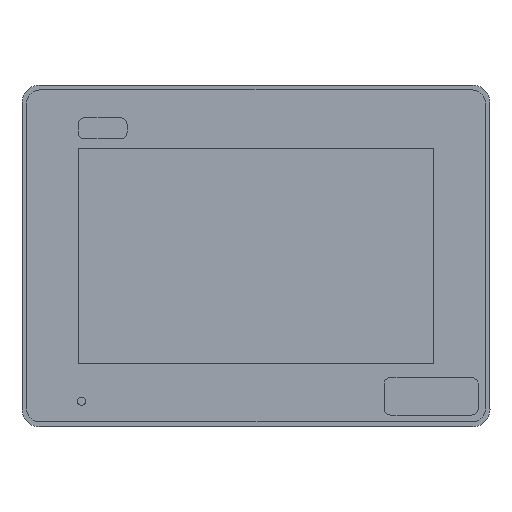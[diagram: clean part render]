
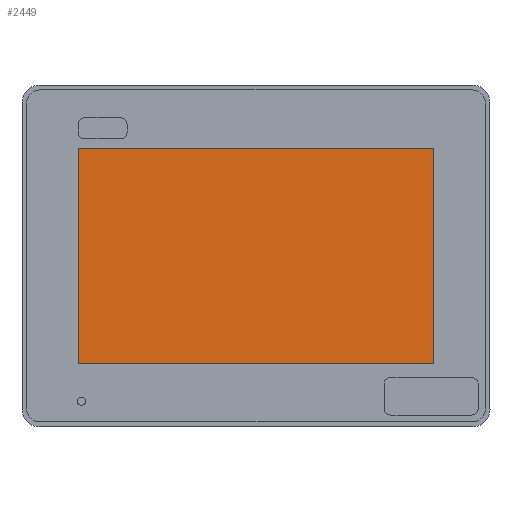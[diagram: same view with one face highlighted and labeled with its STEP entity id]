
A CAD part, top view. The second image highlights one B-rep face of the part: STEP entity #2449.
In plain terms, the highlighted planar face has unit normal (0, 0, 1).
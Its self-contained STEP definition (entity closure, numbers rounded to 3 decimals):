
#2449=ADVANCED_FACE('Corps principal',(#4968),#4969,.T.);
#4968=FACE_OUTER_BOUND('',#7795,.T.);
#4969=PLANE('',#7796);
#7795=EDGE_LOOP('',(#15303,#15304,#15305,#15306,#15307,#15308,#15309,#15310));
#7796=AXIS2_PLACEMENT_3D('',#15311,#15312,#15313);
#15303=ORIENTED_EDGE('',*,*,#18822,.T.);
#15304=ORIENTED_EDGE('',*,*,#18814,.T.);
#15305=ORIENTED_EDGE('',*,*,#18818,.F.);
#15306=ORIENTED_EDGE('',*,*,#18824,.T.);
#15307=ORIENTED_EDGE('',*,*,#18825,.F.);
#15308=ORIENTED_EDGE('',*,*,#18826,.T.);
#15309=ORIENTED_EDGE('',*,*,#18827,.F.);
#15310=ORIENTED_EDGE('',*,*,#18828,.T.);
#15311=CARTESIAN_POINT('',(0.0,0.0,6.448));
#15312=DIRECTION('',(0.0,0.0,1.0));
#15313=DIRECTION('',(1.0,-0.0,0.0));
#18814=EDGE_CURVE('',#23338,#23339,#23340,.T.);
#18818=EDGE_CURVE('',#23344,#23339,#23345,.T.);
#18822=EDGE_CURVE('',#23348,#23338,#23350,.T.);
#18824=EDGE_CURVE('',#23344,#23352,#23353,.T.);
#18825=EDGE_CURVE('',#23354,#23352,#23355,.T.);
#18826=EDGE_CURVE('',#23354,#23356,#23357,.T.);
#18827=EDGE_CURVE('',#23358,#23356,#23359,.T.);
#18828=EDGE_CURVE('',#23358,#23348,#23360,.T.);
#23338=VERTEX_POINT('',#30462);
#23339=VERTEX_POINT('',#30463);
#23340=CIRCLE('',#30464,1.);
#23344=VERTEX_POINT('',#30470);
#23345=LINE('',#30471,#30472);
#23348=VERTEX_POINT('',#30476);
#23350=LINE('',#30479,#30480);
#23352=VERTEX_POINT('',#30482);
#23353=CIRCLE('',#30483,1.);
#23354=VERTEX_POINT('',#30484);
#23355=LINE('',#30485,#30486);
#23356=VERTEX_POINT('',#30487);
#23357=CIRCLE('',#30488,1.);
#23358=VERTEX_POINT('',#30489);
#23359=LINE('',#30490,#30491);
#23360=CIRCLE('',#30492,1.);
#30462=CARTESIAN_POINT('',(-77.4,-45.92,6.448));
#30463=CARTESIAN_POINT('',(-76.4,-46.92,6.448));
#30464=AXIS2_PLACEMENT_3D('',#33753,#33754,#33755);
#30470=CARTESIAN_POINT('',(76.4,-46.92,6.448));
#30471=CARTESIAN_POINT('',(0.,-46.92,6.448));
#30472=VECTOR('',#33758,1.0);
#30476=CARTESIAN_POINT('',(-77.4,45.92,6.448));
#30479=CARTESIAN_POINT('',(-77.4,0.,6.448));
#30480=VECTOR('',#33761,1.0);
#30482=CARTESIAN_POINT('',(77.4,-45.92,6.448));
#30483=AXIS2_PLACEMENT_3D('',#33762,#33763,#33764);
#30484=CARTESIAN_POINT('',(77.4,45.92,6.448));
#30485=CARTESIAN_POINT('',(77.4,0.,6.448));
#30486=VECTOR('',#33765,1.0);
#30487=CARTESIAN_POINT('',(76.4,46.92,6.448));
#30488=AXIS2_PLACEMENT_3D('',#33766,#33767,#33768);
#30489=CARTESIAN_POINT('',(-76.4,46.92,6.448));
#30490=CARTESIAN_POINT('',(0.,46.92,6.448));
#30491=VECTOR('',#33769,1.0);
#30492=AXIS2_PLACEMENT_3D('',#33770,#33771,#33772);
#33753=CARTESIAN_POINT('',(-76.4,-45.92,6.448));
#33754=DIRECTION('',(0.0,0.0,1.0));
#33755=DIRECTION('',(1.0,0.0,0.0));
#33758=DIRECTION('',(-1.0,0.,0.0));
#33761=DIRECTION('',(0.0,-1.0,0.0));
#33762=CARTESIAN_POINT('',(76.4,-45.92,6.448));
#33763=DIRECTION('',(0.0,0.0,1.0));
#33764=DIRECTION('',(1.0,0.0,0.0));
#33765=DIRECTION('',(0.0,-1.0,0.0));
#33766=CARTESIAN_POINT('',(76.4,45.92,6.448));
#33767=DIRECTION('',(0.0,0.0,1.0));
#33768=DIRECTION('',(1.0,0.0,0.0));
#33769=DIRECTION('',(1.0,0.,0.0));
#33770=CARTESIAN_POINT('',(-76.4,45.92,6.448));
#33771=DIRECTION('',(0.0,0.0,1.0));
#33772=DIRECTION('',(1.0,0.0,0.0));
